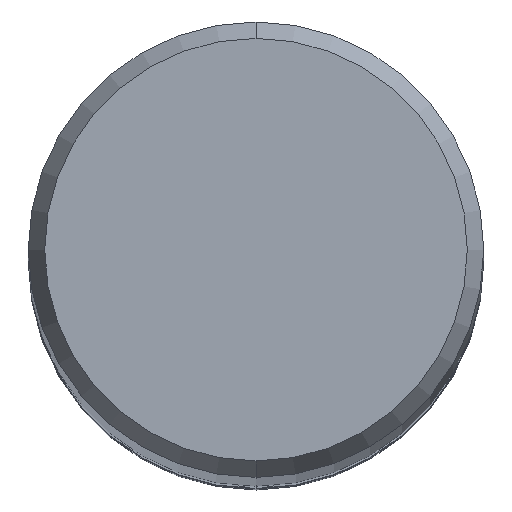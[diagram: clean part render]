
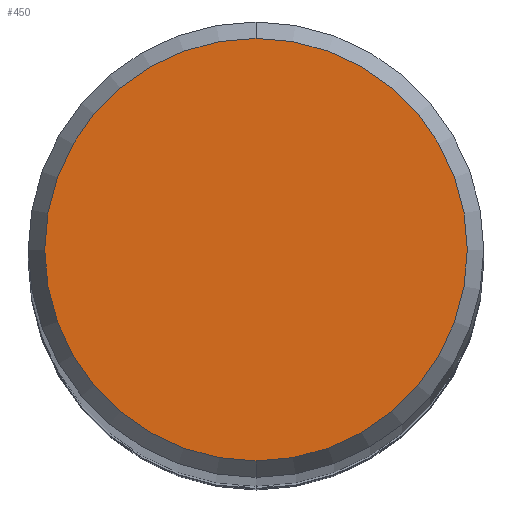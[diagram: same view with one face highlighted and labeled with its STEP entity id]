
A CAD part, top view. The second image highlights one B-rep face of the part: STEP entity #450.
In plain terms, the highlighted planar face has unit normal (0, 0, 1).
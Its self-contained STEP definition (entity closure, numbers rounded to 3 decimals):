
#334=EDGE_CURVE('',#400,#440,#675,.T.);
#396=EDGE_CURVE('',#440,#400,#746,.T.);
#400=VERTEX_POINT('',#751);
#440=VERTEX_POINT('',#797);
#450=ADVANCED_FACE('',(#808),#809,.T.);
#675=CIRCLE('',#1210,2.946);
#746=CIRCLE('',#1315,2.946);
#751=CARTESIAN_POINT('',(0.0,2.946,0.0));
#797=CARTESIAN_POINT('',(0.,-2.946,0.0));
#808=FACE_OUTER_BOUND('',#1439,.T.);
#809=PLANE('',#1440);
#1210=AXIS2_PLACEMENT_3D('',#1673,#1674,#1675);
#1315=AXIS2_PLACEMENT_3D('',#1769,#1770,#1771);
#1439=EDGE_LOOP('',(#1847,#1848));
#1440=AXIS2_PLACEMENT_3D('',#1849,#1850,#1851);
#1673=CARTESIAN_POINT('',(0.0,0.0,0.0));
#1674=DIRECTION('',(0.0,0.0,-1.0));
#1675=DIRECTION('',(0.0,1.0,0.0));
#1769=CARTESIAN_POINT('',(0.0,0.0,0.0));
#1770=DIRECTION('',(0.0,0.0,-1.0));
#1771=DIRECTION('',(0.0,1.0,0.0));
#1847=ORIENTED_EDGE('',*,*,#334,.F.);
#1848=ORIENTED_EDGE('',*,*,#396,.F.);
#1849=CARTESIAN_POINT('',(0.0,1.473,0.0));
#1850=DIRECTION('',(-0.0,0.0,1.0));
#1851=DIRECTION('',(0.0,-1.0,0.0));
